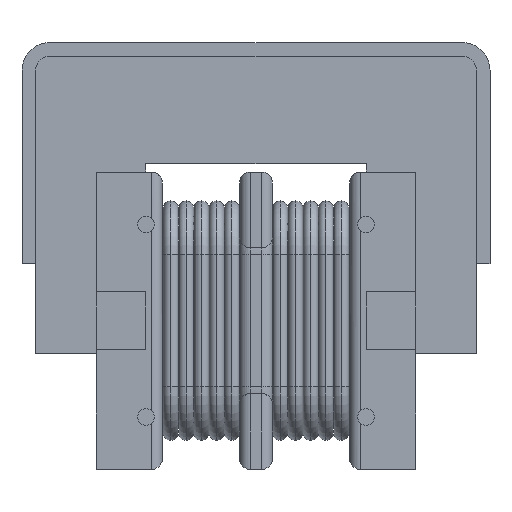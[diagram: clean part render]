
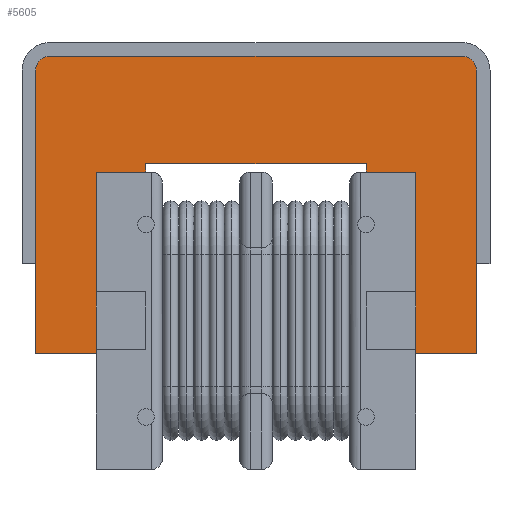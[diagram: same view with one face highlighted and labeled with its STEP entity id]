
A CAD part, front view. The second image highlights one B-rep face of the part: STEP entity #5605.
In plain terms, the highlighted planar face has unit normal (0, -1, 0).
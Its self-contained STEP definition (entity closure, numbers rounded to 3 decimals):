
#394 = CARTESIAN_POINT ( 'NONE',  ( -4., 5., -1.2 ) ) ;
#477 = DIRECTION ( 'NONE',  ( 0., 0., -1. ) ) ;
#596 = CARTESIAN_POINT ( 'NONE',  ( -7.5, 5., 9.6 ) ) ;
#730 = LINE ( 'NONE', #8088, #4791 ) ;
#820 = ORIENTED_EDGE ( 'NONE', *, *, #6582, .T. ) ;
#930 = EDGE_CURVE ( 'NONE', #8923, #7699, #730, .T. ) ;
#957 = CARTESIAN_POINT ( 'NONE',  ( 4., 5., -1.2 ) ) ;
#958 = LINE ( 'NONE', #7224, #5363 ) ;
#1025 = ORIENTED_EDGE ( 'NONE', *, *, #6427, .T. ) ;
#1205 = CARTESIAN_POINT ( 'NONE',  ( 8., 5., 9.6 ) ) ;
#1486 = VERTEX_POINT ( 'NONE', #3777 ) ;
#1529 = DIRECTION ( 'NONE',  ( 0., 0., -1. ) ) ;
#1638 = LINE ( 'NONE', #5062, #9514 ) ;
#1662 = LINE ( 'NONE', #5249, #3911 ) ;
#1758 = ORIENTED_EDGE ( 'NONE', *, *, #9369, .F. ) ;
#2032 = VERTEX_POINT ( 'NONE', #6330 ) ;
#2103 = VERTEX_POINT ( 'NONE', #9840 ) ;
#2105 = CARTESIAN_POINT ( 'NONE',  ( 0., 5., 0. ) ) ;
#2422 = AXIS2_PLACEMENT_3D ( 'NONE', #8318, #5979, #5162 ) ;
#2669 = CARTESIAN_POINT ( 'NONE',  ( -4., 5., -1.2 ) ) ;
#2741 = DIRECTION ( 'NONE',  ( 0., 0., -1. ) ) ;
#2773 = DIRECTION ( 'NONE',  ( 1., 0., 0. ) ) ;
#2778 = DIRECTION ( 'NONE',  ( -1., 0., 0. ) ) ;
#2865 = EDGE_CURVE ( 'NONE', #5399, #7699, #5044, .T. ) ;
#2870 = DIRECTION ( 'NONE',  ( 0., 0., -1. ) ) ;
#3167 = ORIENTED_EDGE ( 'NONE', *, *, #5366, .F. ) ;
#3168 = CARTESIAN_POINT ( 'NONE',  ( 4., 5., 5.7 ) ) ;
#3255 = CARTESIAN_POINT ( 'NONE',  ( -4., 5., 5.4 ) ) ;
#3628 = VECTOR ( 'NONE', #5633, 1000. ) ;
#3757 = DIRECTION ( 'NONE',  ( 0., 0., 1. ) ) ;
#3777 = CARTESIAN_POINT ( 'NONE',  ( 4., 5., -1.2 ) ) ;
#3905 = VERTEX_POINT ( 'NONE', #5673 ) ;
#3911 = VECTOR ( 'NONE', #3757, 1000. ) ;
#4198 = DIRECTION ( 'NONE',  ( 0., 0., 1. ) ) ;
#4204 = ORIENTED_EDGE ( 'NONE', *, *, #8775, .T. ) ;
#4257 = DIRECTION ( 'NONE',  ( -1., 0., 0. ) ) ;
#4509 = EDGE_CURVE ( 'NONE', #5737, #4839, #8994, .T. ) ;
#4791 = VECTOR ( 'NONE', #2778, 1000. ) ;
#4839 = VERTEX_POINT ( 'NONE', #3168 ) ;
#5044 = CIRCLE ( 'NONE', #2422, 0.5 ) ;
#5062 = CARTESIAN_POINT ( 'NONE',  ( -8., 5., 9.6 ) ) ;
#5075 = EDGE_LOOP ( 'NONE', ( #5289, #4204, #5873, #8683, #1025, #8813, #5728, #3167, #1758, #820, #8517, #6108 ) ) ;
#5162 = DIRECTION ( 'NONE',  ( 0., 0., -1. ) ) ;
#5209 = CARTESIAN_POINT ( 'NONE',  ( -4., 5., 5.7 ) ) ;
#5249 = CARTESIAN_POINT ( 'NONE',  ( -4., 5., -1.2 ) ) ;
#5277 = AXIS2_PLACEMENT_3D ( 'NONE', #2105, #9739, #1529 ) ;
#5289 = ORIENTED_EDGE ( 'NONE', *, *, #8760, .T. ) ;
#5363 = VECTOR ( 'NONE', #4257, 1000. ) ;
#5366 = EDGE_CURVE ( 'NONE', #3905, #1486, #958, .T. ) ;
#5399 = VERTEX_POINT ( 'NONE', #6475 ) ;
#5605 = ADVANCED_FACE ( 'NONE', ( #9562 ), #6747, .T. ) ;
#5633 = DIRECTION ( 'NONE',  ( 0., 0., 1. ) ) ;
#5673 = CARTESIAN_POINT ( 'NONE',  ( 8., 5., -1.2 ) ) ;
#5728 = ORIENTED_EDGE ( 'NONE', *, *, #6365, .F. ) ;
#5737 = VERTEX_POINT ( 'NONE', #6871 ) ;
#5741 = VECTOR ( 'NONE', #4198, 1000. ) ;
#5873 = ORIENTED_EDGE ( 'NONE', *, *, #9675, .T. ) ;
#5979 = DIRECTION ( 'NONE',  ( 0., 1., 0. ) ) ;
#6108 = ORIENTED_EDGE ( 'NONE', *, *, #2865, .F. ) ;
#6284 = DIRECTION ( 'NONE',  ( 0., 0., 1. ) ) ;
#6330 = CARTESIAN_POINT ( 'NONE',  ( -4., 5., -1.2 ) ) ;
#6365 = EDGE_CURVE ( 'NONE', #1486, #5737, #7729, .T. ) ;
#6382 = LINE ( 'NONE', #2669, #7228 ) ;
#6427 = EDGE_CURVE ( 'NONE', #9892, #4839, #8238, .T. ) ;
#6475 = CARTESIAN_POINT ( 'NONE',  ( -8., 5., 9.1 ) ) ;
#6536 = VECTOR ( 'NONE', #6284, 1000. ) ;
#6582 = EDGE_CURVE ( 'NONE', #9824, #8923, #9550, .T. ) ;
#6605 = LINE ( 'NONE', #1205, #8301 ) ;
#6747 = PLANE ( 'NONE',  #5277 ) ;
#6771 = EDGE_CURVE ( 'NONE', #6946, #9892, #1662, .T. ) ;
#6871 = CARTESIAN_POINT ( 'NONE',  ( 4., 5., 5.4 ) ) ;
#6946 = VERTEX_POINT ( 'NONE', #3255 ) ;
#7015 = VECTOR ( 'NONE', #7791, 1000. ) ;
#7224 = CARTESIAN_POINT ( 'NONE',  ( 4., 5., -1.2 ) ) ;
#7228 = VECTOR ( 'NONE', #2773, 1000. ) ;
#7289 = CARTESIAN_POINT ( 'NONE',  ( 7.5, 5., 9.1 ) ) ;
#7699 = VERTEX_POINT ( 'NONE', #596 ) ;
#7729 = LINE ( 'NONE', #957, #6536 ) ;
#7791 = DIRECTION ( 'NONE',  ( 1., 0., 0. ) ) ;
#8088 = CARTESIAN_POINT ( 'NONE',  ( 0., 5., 9.6 ) ) ;
#8216 = DIRECTION ( 'NONE',  ( 0., -1., 0. ) ) ;
#8238 = LINE ( 'NONE', #9306, #7015 ) ;
#8301 = VECTOR ( 'NONE', #2870, 1000. ) ;
#8318 = CARTESIAN_POINT ( 'NONE',  ( -7.5, 5., 9.1 ) ) ;
#8517 = ORIENTED_EDGE ( 'NONE', *, *, #930, .T. ) ;
#8623 = AXIS2_PLACEMENT_3D ( 'NONE', #7289, #8216, #2741 ) ;
#8683 = ORIENTED_EDGE ( 'NONE', *, *, #6771, .T. ) ;
#8760 = EDGE_CURVE ( 'NONE', #5399, #2103, #1638, .T. ) ;
#8775 = EDGE_CURVE ( 'NONE', #2103, #2032, #6382, .T. ) ;
#8813 = ORIENTED_EDGE ( 'NONE', *, *, #4509, .F. ) ;
#8923 = VERTEX_POINT ( 'NONE', #8944 ) ;
#8944 = CARTESIAN_POINT ( 'NONE',  ( 7.5, 5., 9.6 ) ) ;
#8958 = CARTESIAN_POINT ( 'NONE',  ( 8., 5., 9.1 ) ) ;
#8994 = LINE ( 'NONE', #9663, #5741 ) ;
#9243 = LINE ( 'NONE', #394, #3628 ) ;
#9306 = CARTESIAN_POINT ( 'NONE',  ( 0., 5., 5.7 ) ) ;
#9369 = EDGE_CURVE ( 'NONE', #9824, #3905, #6605, .T. ) ;
#9514 = VECTOR ( 'NONE', #477, 1000. ) ;
#9550 = CIRCLE ( 'NONE', #8623, 0.5 ) ;
#9562 = FACE_OUTER_BOUND ( 'NONE', #5075, .T. ) ;
#9663 = CARTESIAN_POINT ( 'NONE',  ( 4., 5., -1.2 ) ) ;
#9675 = EDGE_CURVE ( 'NONE', #2032, #6946, #9243, .T. ) ;
#9739 = DIRECTION ( 'NONE',  ( 0., -1., 0. ) ) ;
#9824 = VERTEX_POINT ( 'NONE', #8958 ) ;
#9840 = CARTESIAN_POINT ( 'NONE',  ( -8., 5., -1.2 ) ) ;
#9892 = VERTEX_POINT ( 'NONE', #5209 ) ;
